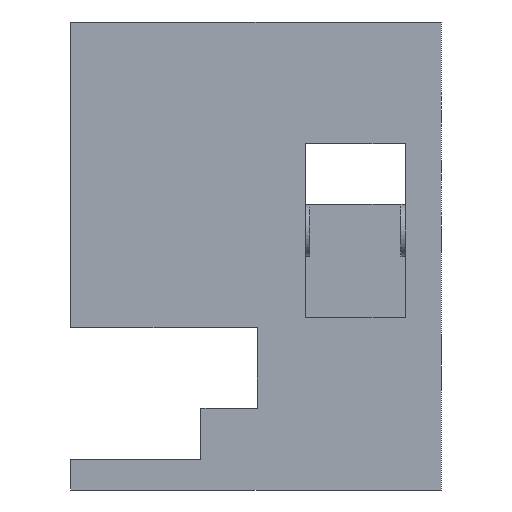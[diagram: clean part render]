
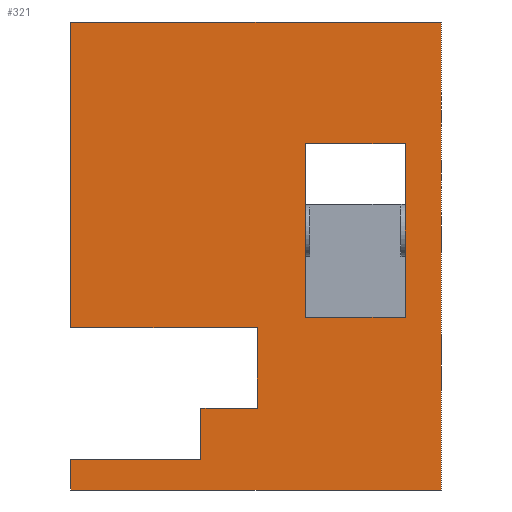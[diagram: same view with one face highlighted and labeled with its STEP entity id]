
A CAD part, front view. The second image highlights one B-rep face of the part: STEP entity #321.
In plain terms, the highlighted planar face has unit normal (0, -1, 0).
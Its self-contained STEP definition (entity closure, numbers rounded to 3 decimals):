
#132 = VERTEX_POINT('',#133);
#133 = CARTESIAN_POINT('',(30.,-23.,48.));
#141 = EDGE_CURVE('',#142,#132,#144,.T.);
#142 = VERTEX_POINT('',#143);
#143 = CARTESIAN_POINT('',(30.,-23.,-5.87));
#144 = LINE('',#145,#146);
#145 = CARTESIAN_POINT('',(30.,-23.,18.645));
#146 = VECTOR('',#147,1.);
#147 = DIRECTION('',(0.,0.,1.));
#269 = VERTEX_POINT('',#270);
#270 = CARTESIAN_POINT('',(-12.67,-23.,48.));
#276 = EDGE_CURVE('',#132,#269,#277,.T.);
#277 = LINE('',#278,#279);
#278 = CARTESIAN_POINT('',(-2.5,-23.,48.));
#279 = VECTOR('',#280,1.);
#280 = DIRECTION('',(-1.,-0.,-0.));
#321 = ADVANCED_FACE('',(#322,#388),#422,.T.);
#322 = FACE_BOUND('',#323,.T.);
#323 = EDGE_LOOP('',(#324,#332,#333,#334,#342,#350,#358,#366,#374,#382)
  );
#324 = ORIENTED_EDGE('',*,*,#325,.T.);
#325 = EDGE_CURVE('',#326,#142,#328,.T.);
#326 = VERTEX_POINT('',#327);
#327 = CARTESIAN_POINT('',(-12.67,-23.,-5.87));
#328 = LINE('',#329,#330);
#329 = CARTESIAN_POINT('',(-12.67,-23.,-5.87));
#330 = VECTOR('',#331,1.);
#331 = DIRECTION('',(1.,0.,0.));
#332 = ORIENTED_EDGE('',*,*,#141,.T.);
#333 = ORIENTED_EDGE('',*,*,#276,.T.);
#334 = ORIENTED_EDGE('',*,*,#335,.T.);
#335 = EDGE_CURVE('',#269,#336,#338,.T.);
#336 = VERTEX_POINT('',#337);
#337 = CARTESIAN_POINT('',(-12.67,-23.,12.81));
#338 = LINE('',#339,#340);
#339 = CARTESIAN_POINT('',(-12.67,-23.,14.31));
#340 = VECTOR('',#341,1.);
#341 = DIRECTION('',(0.,0.,-1.));
#342 = ORIENTED_EDGE('',*,*,#343,.F.);
#343 = EDGE_CURVE('',#344,#336,#346,.T.);
#344 = VERTEX_POINT('',#345);
#345 = CARTESIAN_POINT('',(8.83,-23.,12.81));
#346 = LINE('',#347,#348);
#347 = CARTESIAN_POINT('',(-2.5,-23.,12.81));
#348 = VECTOR('',#349,1.);
#349 = DIRECTION('',(-1.,-0.,-0.));
#350 = ORIENTED_EDGE('',*,*,#351,.F.);
#351 = EDGE_CURVE('',#352,#344,#354,.T.);
#352 = VERTEX_POINT('',#353);
#353 = CARTESIAN_POINT('',(8.83,-23.,3.55));
#354 = LINE('',#355,#356);
#355 = CARTESIAN_POINT('',(8.83,-23.,13.33));
#356 = VECTOR('',#357,1.);
#357 = DIRECTION('',(0.,0.,1.));
#358 = ORIENTED_EDGE('',*,*,#359,.F.);
#359 = EDGE_CURVE('',#360,#352,#362,.T.);
#360 = VERTEX_POINT('',#361);
#361 = CARTESIAN_POINT('',(2.33,-23.,3.55));
#362 = LINE('',#363,#364);
#363 = CARTESIAN_POINT('',(7.83,-23.,3.55));
#364 = VECTOR('',#365,1.);
#365 = DIRECTION('',(1.,0.,0.));
#366 = ORIENTED_EDGE('',*,*,#367,.F.);
#367 = EDGE_CURVE('',#368,#360,#370,.T.);
#368 = VERTEX_POINT('',#369);
#369 = CARTESIAN_POINT('',(2.33,-23.,-2.34));
#370 = LINE('',#371,#372);
#371 = CARTESIAN_POINT('',(2.33,-23.,2.05));
#372 = VECTOR('',#373,1.);
#373 = DIRECTION('',(0.,0.,1.));
#374 = ORIENTED_EDGE('',*,*,#375,.T.);
#375 = EDGE_CURVE('',#368,#376,#378,.T.);
#376 = VERTEX_POINT('',#377);
#377 = CARTESIAN_POINT('',(-12.67,-23.,-2.34));
#378 = LINE('',#379,#380);
#379 = CARTESIAN_POINT('',(2.33,-23.,-2.34));
#380 = VECTOR('',#381,1.);
#381 = DIRECTION('',(-1.,0.,0.));
#382 = ORIENTED_EDGE('',*,*,#383,.T.);
#383 = EDGE_CURVE('',#376,#326,#384,.T.);
#384 = LINE('',#385,#386);
#385 = CARTESIAN_POINT('',(-12.67,-23.,-0.84));
#386 = VECTOR('',#387,1.);
#387 = DIRECTION('',(0.,0.,-1.));
#388 = FACE_BOUND('',#389,.T.);
#389 = EDGE_LOOP('',(#390,#400,#408,#416));
#390 = ORIENTED_EDGE('',*,*,#391,.F.);
#391 = EDGE_CURVE('',#392,#394,#396,.T.);
#392 = VERTEX_POINT('',#393);
#393 = CARTESIAN_POINT('',(25.85,-23.,34.));
#394 = VERTEX_POINT('',#395);
#395 = CARTESIAN_POINT('',(14.35,-23.,34.));
#396 = LINE('',#397,#398);
#397 = CARTESIAN_POINT('',(14.75,-23.,34.));
#398 = VECTOR('',#399,1.);
#399 = DIRECTION('',(-1.,0.,0.));
#400 = ORIENTED_EDGE('',*,*,#401,.T.);
#401 = EDGE_CURVE('',#392,#402,#404,.T.);
#402 = VERTEX_POINT('',#403);
#403 = CARTESIAN_POINT('',(25.85,-23.,14.));
#404 = LINE('',#405,#406);
#405 = CARTESIAN_POINT('',(25.85,-23.,34.));
#406 = VECTOR('',#407,1.);
#407 = DIRECTION('',(0.,0.,-1.));
#408 = ORIENTED_EDGE('',*,*,#409,.F.);
#409 = EDGE_CURVE('',#410,#402,#412,.T.);
#410 = VERTEX_POINT('',#411);
#411 = CARTESIAN_POINT('',(14.35,-23.,14.));
#412 = LINE('',#413,#414);
#413 = CARTESIAN_POINT('',(25.75,-23.,14.));
#414 = VECTOR('',#415,1.);
#415 = DIRECTION('',(1.,0.,0.));
#416 = ORIENTED_EDGE('',*,*,#417,.T.);
#417 = EDGE_CURVE('',#410,#394,#418,.T.);
#418 = LINE('',#419,#420);
#419 = CARTESIAN_POINT('',(14.35,-23.,11.));
#420 = VECTOR('',#421,1.);
#421 = DIRECTION('',(0.,0.,1.));
#422 = PLANE('',#423);
#423 = AXIS2_PLACEMENT_3D('',#424,#425,#426);
#424 = CARTESIAN_POINT('',(7.955,-23.,18.344));
#425 = DIRECTION('',(-0.,-1.,-0.));
#426 = DIRECTION('',(0.,0.,-1.));
